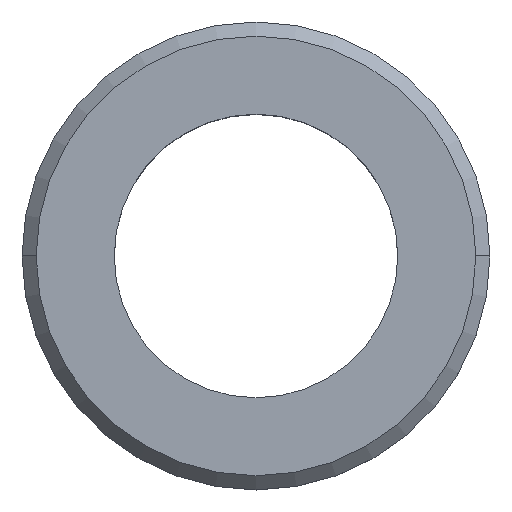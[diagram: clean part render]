
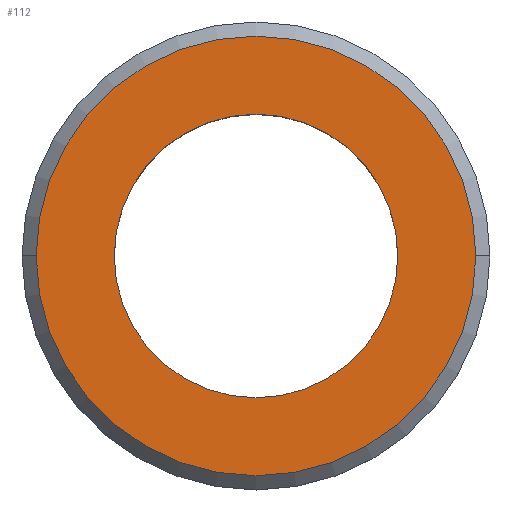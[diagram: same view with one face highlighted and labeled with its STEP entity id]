
A CAD part, top view. The second image highlights one B-rep face of the part: STEP entity #112.
In plain terms, the highlighted planar face has unit normal (0, 0, 1).
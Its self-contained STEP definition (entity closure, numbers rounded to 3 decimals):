
#80=EDGE_CURVE('',#132,#100,#192,.T.);
#82=EDGE_CURVE('',#86,#150,#194,.T.);
#84=EDGE_CURVE('',#100,#132,#196,.T.);
#86=VERTEX_POINT('',#198);
#100=VERTEX_POINT('',#215);
#112=ADVANCED_FACE('',(#230,#231),#232,.T.);
#132=VERTEX_POINT('',#256);
#142=EDGE_CURVE('',#150,#86,#266,.T.);
#150=VERTEX_POINT('',#275);
#192=CIRCLE('',#311,15.5);
#194=CIRCLE('',#314,10.0);
#196=CIRCLE('',#317,15.5);
#198=CARTESIAN_POINT('',(10.0,0.,3.));
#215=CARTESIAN_POINT('',(15.5,0.,3.));
#230=FACE_OUTER_BOUND('',#357,.T.);
#231=FACE_BOUND('',#358,.T.);
#232=PLANE('',#359);
#256=CARTESIAN_POINT('',(-15.5,0.,3.));
#266=CIRCLE('',#402,10.0);
#275=CARTESIAN_POINT('',(-10.0,0.,3.));
#311=AXIS2_PLACEMENT_3D('',#449,#450,#451);
#314=AXIS2_PLACEMENT_3D('',#452,#453,#454);
#317=AXIS2_PLACEMENT_3D('',#455,#456,#457);
#357=EDGE_LOOP('',(#507,#508));
#358=EDGE_LOOP('',(#509,#510));
#359=AXIS2_PLACEMENT_3D('',#511,#512,#513);
#402=AXIS2_PLACEMENT_3D('',#552,#553,#554);
#449=CARTESIAN_POINT('',(0.0,0.,3.));
#450=DIRECTION('',(0.0,0.0,-1.0));
#451=DIRECTION('',(1.0,0.,0.0));
#452=CARTESIAN_POINT('',(0.0,0.,3.));
#453=DIRECTION('',(0.0,0.0,-1.0));
#454=DIRECTION('',(1.0,0.,0.0));
#455=CARTESIAN_POINT('',(0.0,0.,3.));
#456=DIRECTION('',(0.0,0.0,-1.0));
#457=DIRECTION('',(1.0,0.,0.0));
#507=ORIENTED_EDGE('',*,*,#84,.F.);
#508=ORIENTED_EDGE('',*,*,#80,.F.);
#509=ORIENTED_EDGE('',*,*,#82,.T.);
#510=ORIENTED_EDGE('',*,*,#142,.T.);
#511=CARTESIAN_POINT('',(12.75,0.,3.));
#512=DIRECTION('',(0.0,0.0,1.0));
#513=DIRECTION('',(-1.0,0.,0.0));
#552=CARTESIAN_POINT('',(0.0,0.,3.));
#553=DIRECTION('',(0.0,0.0,-1.0));
#554=DIRECTION('',(1.0,0.,0.0));
